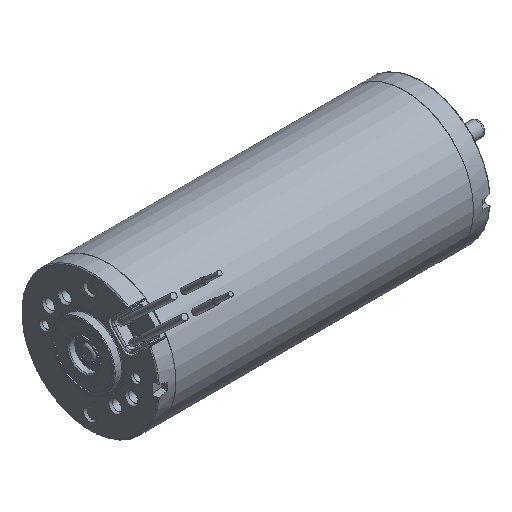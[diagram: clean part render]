
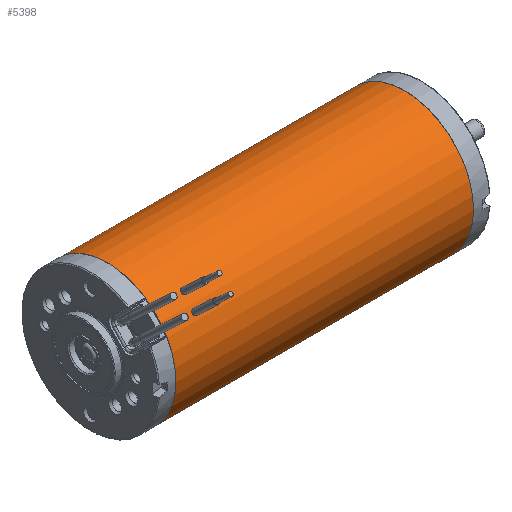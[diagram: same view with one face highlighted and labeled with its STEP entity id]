
A CAD part, isometric view. The second image highlights one B-rep face of the part: STEP entity #5398.
In plain terms, the highlighted cylindrical face has radius 24 mm (diameter 48 mm), a full revolution.
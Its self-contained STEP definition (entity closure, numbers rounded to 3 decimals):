
#4413=CYLINDRICAL_SURFACE('',#20708,24.);
#5398=ADVANCED_FACE('',(#6867,#6868),#4413,.T.);
#6867=FACE_BOUND('',#7628,.T.);
#6868=FACE_BOUND('',#7629,.T.);
#7628=EDGE_LOOP('',(#9334));
#7629=EDGE_LOOP('',(#9335));
#9334=ORIENTED_EDGE('',*,*,#16720,.T.);
#9335=ORIENTED_EDGE('',*,*,#16718,.F.);
#14840=VERTEX_POINT('',#29160);
#14842=VERTEX_POINT('',#29165);
#16718=EDGE_CURVE('',#14840,#14840,#19504,.T.);
#16720=EDGE_CURVE('',#14842,#14842,#19506,.T.);
#19504=CIRCLE('',#20704,24.);
#19506=CIRCLE('',#20707,24.);
#20704=AXIS2_PLACEMENT_3D('',#29159,#23261,#23262);
#20707=AXIS2_PLACEMENT_3D('',#29164,#23267,#23268);
#20708=AXIS2_PLACEMENT_3D('',#29166,#23269,#23270);
#23261=DIRECTION('',(-1.,0.,0.));
#23262=DIRECTION('',(0.,0.011,-1.));
#23267=DIRECTION('',(-1.,0.,0.));
#23268=DIRECTION('',(0.,0.011,-1.));
#23269=DIRECTION('',(-1.,0.,0.));
#23270=DIRECTION('',(0.,0.011,-1.));
#29159=CARTESIAN_POINT('',(-110.,0.,0.));
#29160=CARTESIAN_POINT('',(-110.,0.253,-23.999));
#29164=CARTESIAN_POINT('',(-6.,0.,0.));
#29165=CARTESIAN_POINT('',(-6.,0.253,-23.999));
#29166=CARTESIAN_POINT('',(-58.,0.,0.));
